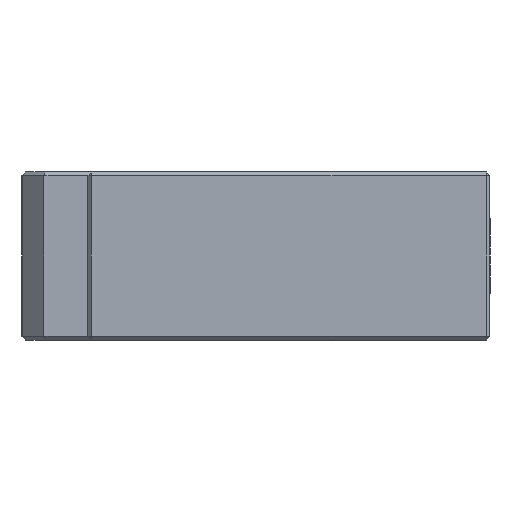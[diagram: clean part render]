
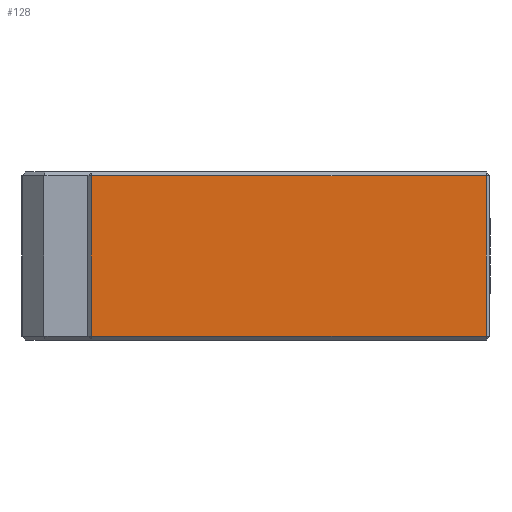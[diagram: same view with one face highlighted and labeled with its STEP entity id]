
A CAD part, left-side view. The second image highlights one B-rep face of the part: STEP entity #128.
In plain terms, the highlighted planar face has unit normal (-1, 0, 0).
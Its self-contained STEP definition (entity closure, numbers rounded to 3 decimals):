
#128 = ADVANCED_FACE ( 'NONE', ( #3478 ), #2824, .F. ) ;
#465 = EDGE_CURVE ( 'NONE', #3698, #3699, #1987, .T. ) ;
#467 = EDGE_CURVE ( 'NONE', #3699, #3700, #1993, .T. ) ;
#468 = EDGE_CURVE ( 'NONE', #3701, #3698, #1996, .T. ) ;
#469 = EDGE_CURVE ( 'NONE', #3700, #3701, #1999, .T. ) ;
#824 = CARTESIAN_POINT ( 'NONE',  ( -43., 15.5, 11. ) ) ;
#825 = CARTESIAN_POINT ( 'NONE',  ( -43., 15.5, -11. ) ) ;
#826 = CARTESIAN_POINT ( 'NONE',  ( -43., -38.5, -11. ) ) ;
#827 = CARTESIAN_POINT ( 'NONE',  ( -43., -38.5, 11. ) ) ;
#960 = VECTOR ( 'NONE', #1989, 1000. ) ;
#962 = VECTOR ( 'NONE', #1995, 1000. ) ;
#963 = VECTOR ( 'NONE', #1998, 1000. ) ;
#965 = VECTOR ( 'NONE', #2001, 1000. ) ;
#1084 = ORIENTED_EDGE ( 'NONE', *, *, #469, .T. ) ;
#1085 = ORIENTED_EDGE ( 'NONE', *, *, #467, .T. ) ;
#1086 = ORIENTED_EDGE ( 'NONE', *, *, #468, .T. ) ;
#1417 = ORIENTED_EDGE ( 'NONE', *, *, #465, .T. ) ;
#1987 = LINE ( 'NONE', #1988, #960 ) ;
#1988 = CARTESIAN_POINT ( 'NONE',  ( -43., 15.5, 11.5 ) ) ;
#1989 = DIRECTION ( 'NONE',  ( 0., 0., -1. ) ) ;
#1993 = LINE ( 'NONE', #1994, #962 ) ;
#1994 = CARTESIAN_POINT ( 'NONE',  ( -43., 16., -11. ) ) ;
#1995 = DIRECTION ( 'NONE',  ( 0., -1., 0. ) ) ;
#1996 = LINE ( 'NONE', #1997, #963 ) ;
#1997 = CARTESIAN_POINT ( 'NONE',  ( -43., 16., 11. ) ) ;
#1998 = DIRECTION ( 'NONE',  ( 0., 1., 0. ) ) ;
#1999 = LINE ( 'NONE', #2000, #965 ) ;
#2000 = CARTESIAN_POINT ( 'NONE',  ( -43., -38.5, 11.5 ) ) ;
#2001 = DIRECTION ( 'NONE',  ( 0., 0., 1. ) ) ;
#2824 = PLANE ( 'NONE',  #3477 ) ;
#2825 = CARTESIAN_POINT ( 'NONE',  ( -43., 16., 11.5 ) ) ;
#2826 = DIRECTION ( 'NONE',  ( 1., 0., 0. ) ) ;
#2827 = DIRECTION ( 'NONE',  ( 0., 1., 0. ) ) ;
#3166 = EDGE_LOOP ( 'NONE', ( #1417, #1085, #1084, #1086 ) ) ;
#3477 = AXIS2_PLACEMENT_3D ( 'NONE', #2825, #2826, #2827 ) ;
#3478 = FACE_OUTER_BOUND ( 'NONE', #3166, .T. ) ;
#3698 = VERTEX_POINT ( 'NONE', #824 ) ;
#3699 = VERTEX_POINT ( 'NONE', #825 ) ;
#3700 = VERTEX_POINT ( 'NONE', #826 ) ;
#3701 = VERTEX_POINT ( 'NONE', #827 ) ;
